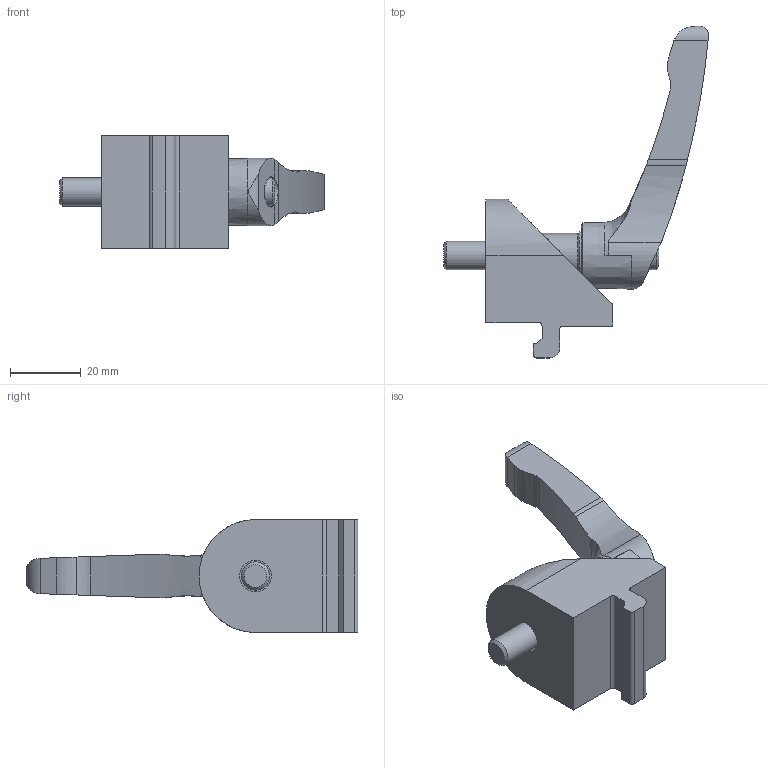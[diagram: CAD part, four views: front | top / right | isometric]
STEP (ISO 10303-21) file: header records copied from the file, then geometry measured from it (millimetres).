
FILE_DESCRIPTION( ( 'STEP AP214' ), '1' );
FILE_NAME( 'K1049.0808.stp', '2020-12-10T09:27:38', ( '' ), ( '' ), ' ', 'PARTsolutions', ' ' );
FILE_SCHEMA( ( 'AUTOMOTIVE_DESIGN { 1 0 10303 214 1 1 1 1 }' ) );
Length unit declared in the file: millimetre
Products named in the file (3): K1049.0808; _K1049_klemmwinkel9; _K0611_1_klemmhebel50
Assembly tree (2 placements, depth 2):
  K1049.0808
    _K1049_klemmwinkel9
    _K0611_1_klemmhebel50
Bounding box: 75.04 x 94 x 32 mm (x, y, z)
Volume: 32026.7 mm3; surface area: 13178.1 mm2
Topology: 2 solids, 2 shells, 66 faces, 173 edges, 114 vertices
Faces by surface type: cylinder 30, plane 29, cone 5, torus 1, sphere 1
Full cylindrical faces by diameter (mm): 8 x2, 9 x1, 12.5 x1, 13.5 x1
Entity records: 2769 total; most frequent: CARTESIAN_POINT 619, DIRECTION 321, ORIENTED_EDGE 320, EDGE_CURVE 160, AXIS2_PLACEMENT_3D 122, VERTEX_POINT 112, EDGE_LOOP 82, LINE 77
